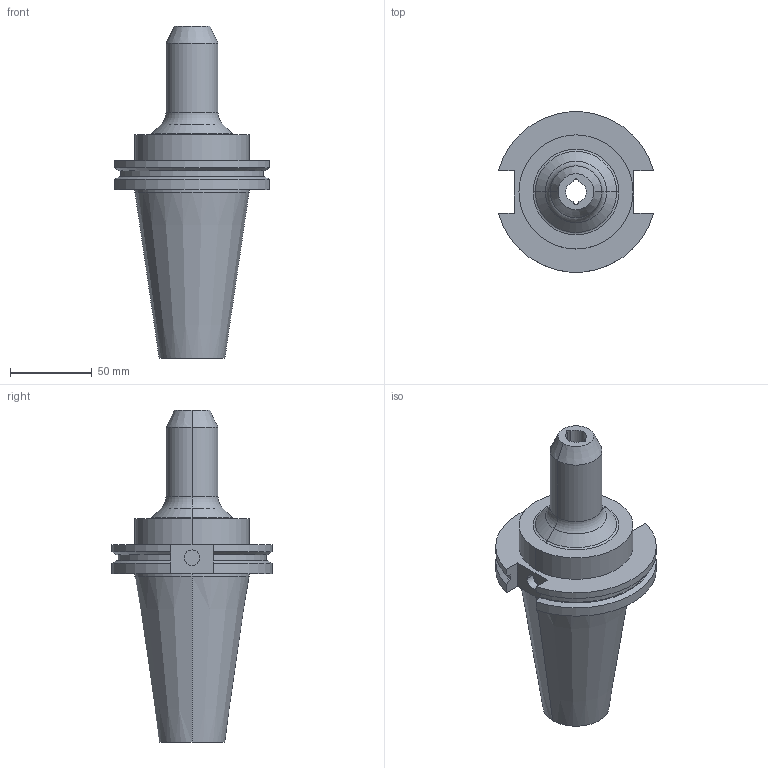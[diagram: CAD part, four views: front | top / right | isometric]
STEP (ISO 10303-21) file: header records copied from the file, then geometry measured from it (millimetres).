
FILE_DESCRIPTION (( 'STEP AP203' ), '1' );
FILE_NAME ('STP-SATE-44.653.58.400B.STEP', '2019-12-06T06:54:24', ( '' ), ( '' ), 'SwSTEP 2.0', 'SolidWorks 2017', '' );
FILE_SCHEMA (( 'CONFIG_CONTROL_DESIGN' ));
Length unit declared in the file: millimetre
Products named in the file (1): STP-SATE-44.653.58.400B
Bounding box: 94.95 x 98.05 x 203.2 mm (x, y, z)
Volume: 431649.8 mm3; surface area: 57343.9 mm2
Topology: 1 solids, 1 shells, 69 faces, 163 edges, 102 vertices
Faces by surface type: cylinder 31, plane 18, cone 16, torus 4
Entity records: 2088 total; most frequent: DIRECTION 377, CARTESIAN_POINT 359, ORIENTED_EDGE 326, EDGE_CURVE 163, AXIS2_PLACEMENT_3D 152, VERTEX_POINT 102, CIRCLE 82, EDGE_LOOP 77
